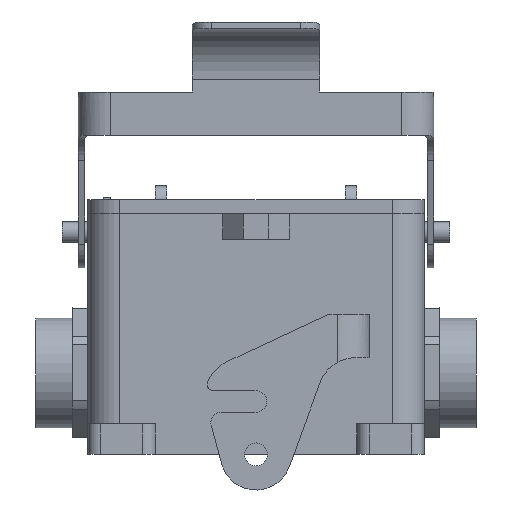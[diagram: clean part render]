
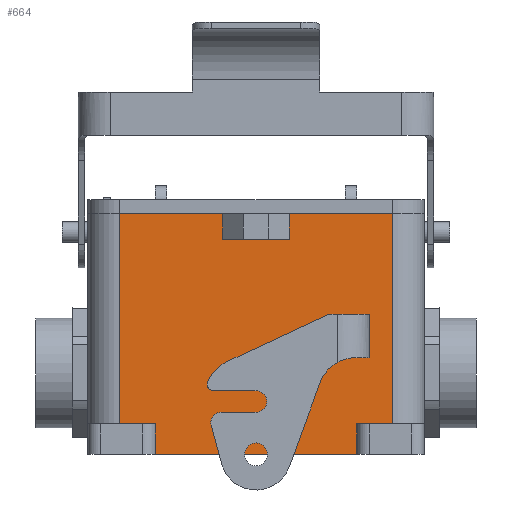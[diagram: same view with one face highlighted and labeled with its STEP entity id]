
A CAD part, front view. The second image highlights one B-rep face of the part: STEP entity #664.
In plain terms, the highlighted planar face has unit normal (0, -1, 0).
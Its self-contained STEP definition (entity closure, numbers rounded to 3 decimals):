
#664 = ADVANCED_FACE( '', ( #1470 ), #1471, .T. );
#1470 = FACE_OUTER_BOUND( '', #2410, .T. );
#1471 = PLANE( '', #2411 );
#2410 = EDGE_LOOP( '', ( #4372, #4373, #4374, #4375, #4376, #4377, #4378, #4379, #4380, #4381, #4382, #4383 ) );
#2411 = AXIS2_PLACEMENT_3D( '', #4384, #4385, #4386 );
#4372 = ORIENTED_EDGE( '', *, *, #5437, .F. );
#4373 = ORIENTED_EDGE( '', *, *, #5410, .F. );
#4374 = ORIENTED_EDGE( '', *, *, #6162, .F. );
#4375 = ORIENTED_EDGE( '', *, *, #6037, .F. );
#4376 = ORIENTED_EDGE( '', *, *, #6163, .T. );
#4377 = ORIENTED_EDGE( '', *, *, #6164, .F. );
#4378 = ORIENTED_EDGE( '', *, *, #5595, .T. );
#4379 = ORIENTED_EDGE( '', *, *, #5506, .T. );
#4380 = ORIENTED_EDGE( '', *, *, #6165, .F. );
#4381 = ORIENTED_EDGE( '', *, *, #6019, .T. );
#4382 = ORIENTED_EDGE( '', *, *, #6166, .T. );
#4383 = ORIENTED_EDGE( '', *, *, #5957, .T. );
#4384 = CARTESIAN_POINT( '', ( -66., -45., 94.5 ) );
#4385 = DIRECTION( '', ( 0., -1., 0. ) );
#4386 = DIRECTION( '', ( 0., 0., 1. ) );
#5410 = EDGE_CURVE( '', #6480, #6481, #6482, .F. );
#5437 = EDGE_CURVE( '', #6481, #6529, #6530, .T. );
#5506 = EDGE_CURVE( '', #6645, #6647, #6649, .T. );
#5595 = EDGE_CURVE( '', #6808, #6645, #6809, .T. );
#5957 = EDGE_CURVE( '', #7373, #6529, #7374, .F. );
#6019 = EDGE_CURVE( '', #7466, #7463, #7467, .F. );
#6037 = EDGE_CURVE( '', #7493, #7488, #7495, .F. );
#6162 = EDGE_CURVE( '', #7488, #6480, #7662, .T. );
#6163 = EDGE_CURVE( '', #7493, #7663, #7664, .T. );
#6164 = EDGE_CURVE( '', #6808, #7663, #7665, .T. );
#6165 = EDGE_CURVE( '', #7466, #6647, #7666, .T. );
#6166 = EDGE_CURVE( '', #7463, #7373, #7667, .T. );
#6480 = VERTEX_POINT( '', #8054 );
#6481 = VERTEX_POINT( '', #8055 );
#6482 = LINE( '', #8056, #8057 );
#6529 = VERTEX_POINT( '', #8116 );
#6530 = LINE( '', #8117, #8118 );
#6645 = VERTEX_POINT( '', #8293 );
#6647 = VERTEX_POINT( '', #8296 );
#6649 = LINE( '', #8299, #8300 );
#6808 = VERTEX_POINT( '', #8508 );
#6809 = LINE( '', #8509, #8510 );
#7373 = VERTEX_POINT( '', #9336 );
#7374 = LINE( '', #9337, #9338 );
#7463 = VERTEX_POINT( '', #9471 );
#7466 = VERTEX_POINT( '', #9474 );
#7467 = LINE( '', #9475, #9476 );
#7488 = VERTEX_POINT( '', #9504 );
#7493 = VERTEX_POINT( '', #9510 );
#7495 = LINE( '', #9512, #9513 );
#7662 = LINE( '', #9751, #9752 );
#7663 = VERTEX_POINT( '', #9753 );
#7664 = LINE( '', #9754, #9755 );
#7665 = LINE( '', #9756, #9757 );
#7666 = LINE( '', #9758, #9759 );
#7667 = LINE( '', #9760, #9761 );
#8054 = CARTESIAN_POINT( '', ( -13., -45., 94.5 ) );
#8055 = CARTESIAN_POINT( '', ( -13., -45., 84.5 ) );
#8056 = CARTESIAN_POINT( '', ( -13., -45., 89.5 ) );
#8057 = VECTOR( '', #10196, 1000. );
#8116 = CARTESIAN_POINT( '', ( 13., -45., 84.5 ) );
#8117 = CARTESIAN_POINT( '', ( -5., -45., 84.5 ) );
#8118 = VECTOR( '', #10239, 1000. );
#8293 = CARTESIAN_POINT( '', ( 39.5, -45., 0. ) );
#8296 = CARTESIAN_POINT( '', ( 39.5, -45., 12. ) );
#8299 = CARTESIAN_POINT( '', ( 39.5, -45., -117.947 ) );
#8300 = VECTOR( '', #10320, 1000. );
#8508 = CARTESIAN_POINT( '', ( -39.5, -45., 0. ) );
#8509 = CARTESIAN_POINT( '', ( -66., -45., 0. ) );
#8510 = VECTOR( '', #10448, 1000. );
#9336 = CARTESIAN_POINT( '', ( 13., -45., 94.5 ) );
#9337 = CARTESIAN_POINT( '', ( 13., -45., 89.5 ) );
#9338 = VECTOR( '', #10879, 1000. );
#9471 = CARTESIAN_POINT( '', ( 53.5, -45., 94.5 ) );
#9474 = CARTESIAN_POINT( '', ( 53.5, -45., 12. ) );
#9475 = CARTESIAN_POINT( '', ( 53.5, -45., 94.5 ) );
#9476 = VECTOR( '', #10947, 1000. );
#9504 = CARTESIAN_POINT( '', ( -53.5, -45., 94.5 ) );
#9510 = CARTESIAN_POINT( '', ( -53.5, -45., 12. ) );
#9512 = CARTESIAN_POINT( '', ( -53.5, -45., 94.5 ) );
#9513 = VECTOR( '', #10974, 1000. );
#9751 = CARTESIAN_POINT( '', ( -66., -45., 94.5 ) );
#9752 = VECTOR( '', #11082, 1000. );
#9753 = CARTESIAN_POINT( '', ( -39.5, -45., 12. ) );
#9754 = CARTESIAN_POINT( '', ( -66., -45., 12. ) );
#9755 = VECTOR( '', #11083, 1000. );
#9756 = CARTESIAN_POINT( '', ( -39.5, -45., -117.947 ) );
#9757 = VECTOR( '', #11084, 1000. );
#9758 = CARTESIAN_POINT( '', ( 66., -45., 12. ) );
#9759 = VECTOR( '', #11085, 1000. );
#9760 = CARTESIAN_POINT( '', ( 66., -45., 94.5 ) );
#9761 = VECTOR( '', #11086, 1000. );
#10196 = DIRECTION( '', ( 0., 0., 1. ) );
#10239 = DIRECTION( '', ( 1., 0., 0. ) );
#10320 = DIRECTION( '', ( 0., 0., 1. ) );
#10448 = DIRECTION( '', ( 1., 0., 0. ) );
#10879 = DIRECTION( '', ( 0., 0., 1. ) );
#10947 = DIRECTION( '', ( 0., 0., -1. ) );
#10974 = DIRECTION( '', ( 0., 0., -1. ) );
#11082 = DIRECTION( '', ( 1., 0., 0. ) );
#11083 = DIRECTION( '', ( 1., 0., 0. ) );
#11084 = DIRECTION( '', ( 0., 0., 1. ) );
#11085 = DIRECTION( '', ( -1., 0., 0. ) );
#11086 = DIRECTION( '', ( -1., 0., 0. ) );
